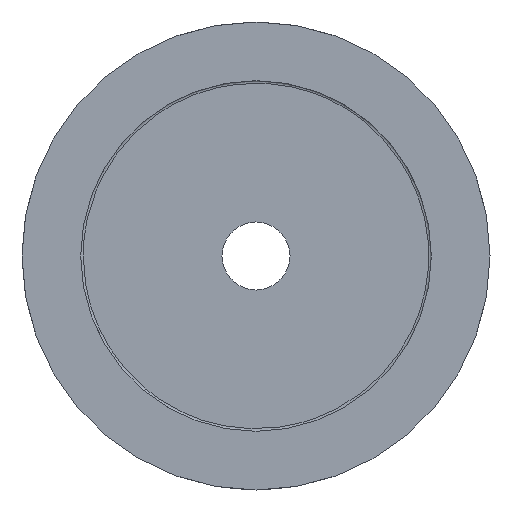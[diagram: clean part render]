
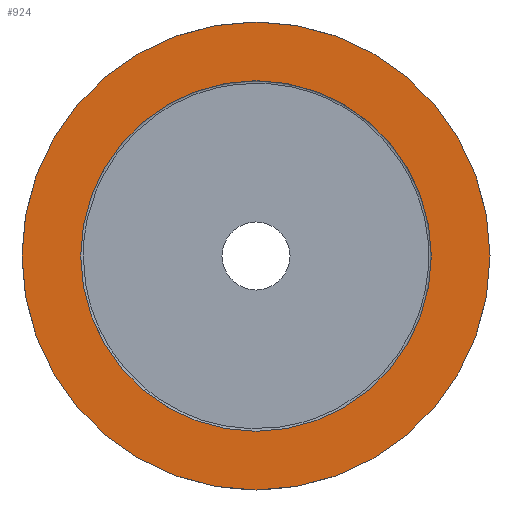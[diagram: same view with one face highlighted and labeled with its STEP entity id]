
A CAD part, left-side view. The second image highlights one B-rep face of the part: STEP entity #924.
In plain terms, the highlighted planar face has unit normal (-1, 0, 0).
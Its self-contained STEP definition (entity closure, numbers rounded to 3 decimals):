
#77 = DIRECTION ( 'NONE',  ( 1., 0., 0. ) ) ;
#91 = CIRCLE ( 'NONE', #597, 20.6 ) ;
#168 = CARTESIAN_POINT ( 'NONE',  ( 0., 27.5, 0. ) ) ;
#249 = CARTESIAN_POINT ( 'NONE',  ( 0., 20.6, 0. ) ) ;
#264 = DIRECTION ( 'NONE',  ( 1., 0., 0. ) ) ;
#282 = CIRCLE ( 'NONE', #767, 27.5 ) ;
#297 = DIRECTION ( 'NONE',  ( 0., 1., 0. ) ) ;
#364 = ORIENTED_EDGE ( 'NONE', *, *, #594, .F. ) ;
#371 = CARTESIAN_POINT ( 'NONE',  ( 0., 0., 0. ) ) ;
#384 = VERTEX_POINT ( 'NONE', #604 ) ;
#405 = DIRECTION ( 'NONE',  ( 0., 1., 0. ) ) ;
#447 = AXIS2_PLACEMENT_3D ( 'NONE', #168, #904, #470 ) ;
#456 = EDGE_CURVE ( 'NONE', #720, #720, #91, .T. ) ;
#466 = PLANE ( 'NONE',  #447 ) ;
#470 = DIRECTION ( 'NONE',  ( 0., -1., 0. ) ) ;
#535 = EDGE_LOOP ( 'NONE', ( #364 ) ) ;
#548 = ORIENTED_EDGE ( 'NONE', *, *, #456, .T. ) ;
#591 = FACE_BOUND ( 'NONE', #813, .T. ) ;
#594 = EDGE_CURVE ( 'NONE', #384, #384, #282, .T. ) ;
#597 = AXIS2_PLACEMENT_3D ( 'NONE', #618, #264, #405 ) ;
#604 = CARTESIAN_POINT ( 'NONE',  ( 0., 27.5, 0. ) ) ;
#618 = CARTESIAN_POINT ( 'NONE',  ( 0., 0., 0. ) ) ;
#720 = VERTEX_POINT ( 'NONE', #249 ) ;
#739 = FACE_OUTER_BOUND ( 'NONE', #535, .T. ) ;
#767 = AXIS2_PLACEMENT_3D ( 'NONE', #371, #77, #297 ) ;
#813 = EDGE_LOOP ( 'NONE', ( #548 ) ) ;
#904 = DIRECTION ( 'NONE',  ( -1., 0., 0. ) ) ;
#924 = ADVANCED_FACE ( 'NONE', ( #591, #739 ), #466, .T. ) ;
